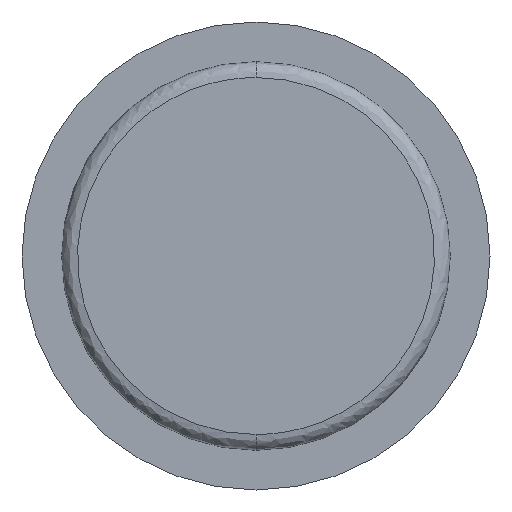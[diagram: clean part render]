
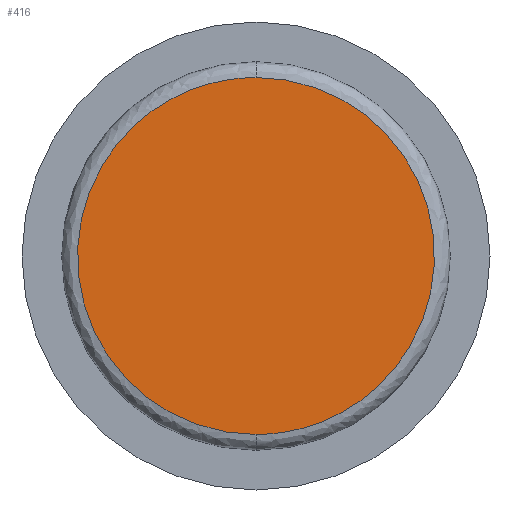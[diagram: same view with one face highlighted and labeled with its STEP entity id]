
A CAD part, front view. The second image highlights one B-rep face of the part: STEP entity #416.
In plain terms, the highlighted planar face has unit normal (0, -1, 0).
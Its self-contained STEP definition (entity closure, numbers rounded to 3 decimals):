
#15 = CARTESIAN_POINT ( 'NONE',  ( 0., -2., 22.5 ) ) ;
#17 = ORIENTED_EDGE ( 'NONE', *, *, #201, .F. ) ;
#39 = CARTESIAN_POINT ( 'NONE',  ( 45., -2., 22.5 ) ) ;
#48 = EDGE_CURVE ( 'NONE', #341, #388, #178, .T. ) ;
#74 = ORIENTED_EDGE ( 'NONE', *, *, #48, .F. ) ;
#162 = FACE_OUTER_BOUND ( 'NONE', #198, .T. ) ;
#178 =( BOUNDED_CURVE ( )  B_SPLINE_CURVE ( 3, ( #180, #39, #366, #404 ),
 .UNSPECIFIED., .F., .T. ) 
 B_SPLINE_CURVE_WITH_KNOTS ( ( 4, 4 ),
 ( 0.5, 1. ),
 .UNSPECIFIED. ) 
 CURVE ( )  GEOMETRIC_REPRESENTATION_ITEM ( )  RATIONAL_B_SPLINE_CURVE ( ( 1., 0.333, 0.333, 1. ) ) 
 REPRESENTATION_ITEM ( '' )  );
#180 = CARTESIAN_POINT ( 'NONE',  ( 0., -2., 22.5 ) ) ;
#198 = EDGE_LOOP ( 'NONE', ( #17, #74 ) ) ;
#201 = EDGE_CURVE ( 'NONE', #388, #341, #350, .T. ) ;
#248 = DIRECTION ( 'NONE',  ( 0., 0., -1. ) ) ;
#325 = CARTESIAN_POINT ( 'NONE',  ( 0., -2., -22.5 ) ) ;
#329 = DIRECTION ( 'NONE',  ( 0., -1., 0. ) ) ;
#341 = VERTEX_POINT ( 'NONE', #460 ) ;
#350 =( BOUNDED_CURVE ( )  B_SPLINE_CURVE ( 3, ( #383, #414, #446, #15 ),
 .UNSPECIFIED., .F., .T. ) 
 B_SPLINE_CURVE_WITH_KNOTS ( ( 4, 4 ),
 ( 0., 0.5 ),
 .UNSPECIFIED. ) 
 CURVE ( )  GEOMETRIC_REPRESENTATION_ITEM ( )  RATIONAL_B_SPLINE_CURVE ( ( 1., 0.333, 0.333, 1. ) ) 
 REPRESENTATION_ITEM ( '' )  );
#356 = AXIS2_PLACEMENT_3D ( 'NONE', #463, #329, #248 ) ;
#361 = PLANE ( 'NONE',  #356 ) ;
#366 = CARTESIAN_POINT ( 'NONE',  ( 45., -2., -22.5 ) ) ;
#383 = CARTESIAN_POINT ( 'NONE',  ( 0., -2., -22.5 ) ) ;
#388 = VERTEX_POINT ( 'NONE', #325 ) ;
#404 = CARTESIAN_POINT ( 'NONE',  ( 0., -2., -22.5 ) ) ;
#414 = CARTESIAN_POINT ( 'NONE',  ( -45., -2., -22.5 ) ) ;
#416 = ADVANCED_FACE ( 'NONE', ( #162 ), #361, .T. ) ;
#446 = CARTESIAN_POINT ( 'NONE',  ( -45., -2., 22.5 ) ) ;
#460 = CARTESIAN_POINT ( 'NONE',  ( 0., -2., 22.5 ) ) ;
#463 = CARTESIAN_POINT ( 'NONE',  ( 0., -2., -11.25 ) ) ;
